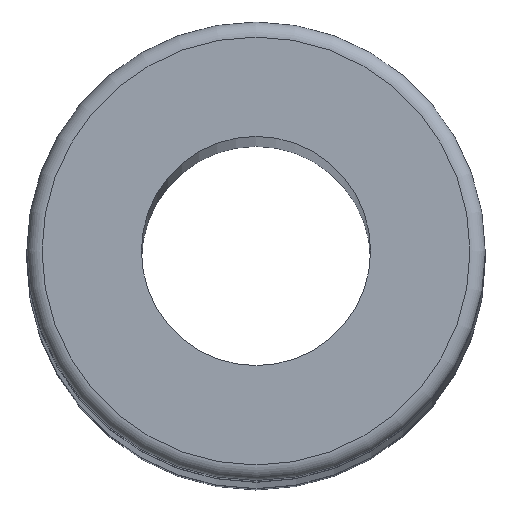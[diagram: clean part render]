
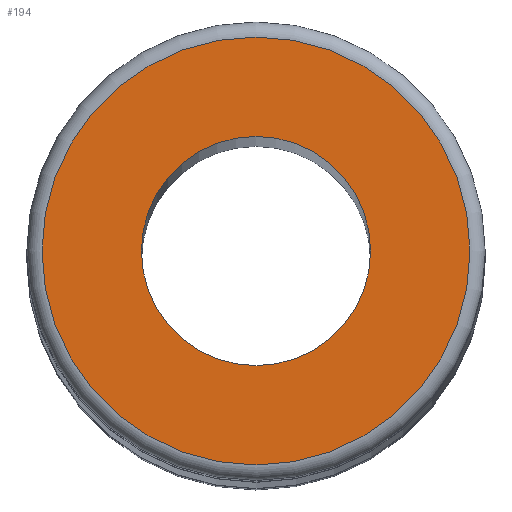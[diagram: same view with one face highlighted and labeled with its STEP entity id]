
A CAD part, top view. The second image highlights one B-rep face of the part: STEP entity #194.
In plain terms, the highlighted face is planar.
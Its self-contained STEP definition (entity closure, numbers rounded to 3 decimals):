
#28=FACE_BOUND('',#62,.T.);
#34=PLANE('',#233);
#46=FACE_OUTER_BOUND('',#61,.T.);
#61=EDGE_LOOP('',(#157));
#62=EDGE_LOOP('',(#158));
#94=CIRCLE('',#232,3.);
#95=CIRCLE('',#234,5.6);
#109=VERTEX_POINT('',#357);
#110=VERTEX_POINT('',#361);
#127=EDGE_CURVE('',#109,#109,#94,.T.);
#128=EDGE_CURVE('',#110,#110,#95,.T.);
#157=ORIENTED_EDGE('',*,*,#128,.T.);
#158=ORIENTED_EDGE('',*,*,#127,.F.);
#194=ADVANCED_FACE('',(#46,#28),#34,.T.);
#232=AXIS2_PLACEMENT_3D('',#359,#288,#289);
#233=AXIS2_PLACEMENT_3D('',#360,#290,#291);
#234=AXIS2_PLACEMENT_3D('',#362,#292,#293);
#288=DIRECTION('center_axis',(1.,0.,0.));
#289=DIRECTION('ref_axis',(0.,0.,-1.));
#290=DIRECTION('center_axis',(1.,0.,0.));
#291=DIRECTION('ref_axis',(0.,0.,-1.));
#292=DIRECTION('center_axis',(1.,0.,0.));
#293=DIRECTION('ref_axis',(0.,0.,-1.));
#357=CARTESIAN_POINT('',(9.5,0.,3.));
#359=CARTESIAN_POINT('Origin',(9.5,0.,0.));
#360=CARTESIAN_POINT('Origin',(9.5,3.,0.));
#361=CARTESIAN_POINT('',(9.5,0.,5.6));
#362=CARTESIAN_POINT('Origin',(9.5,0.,0.));
